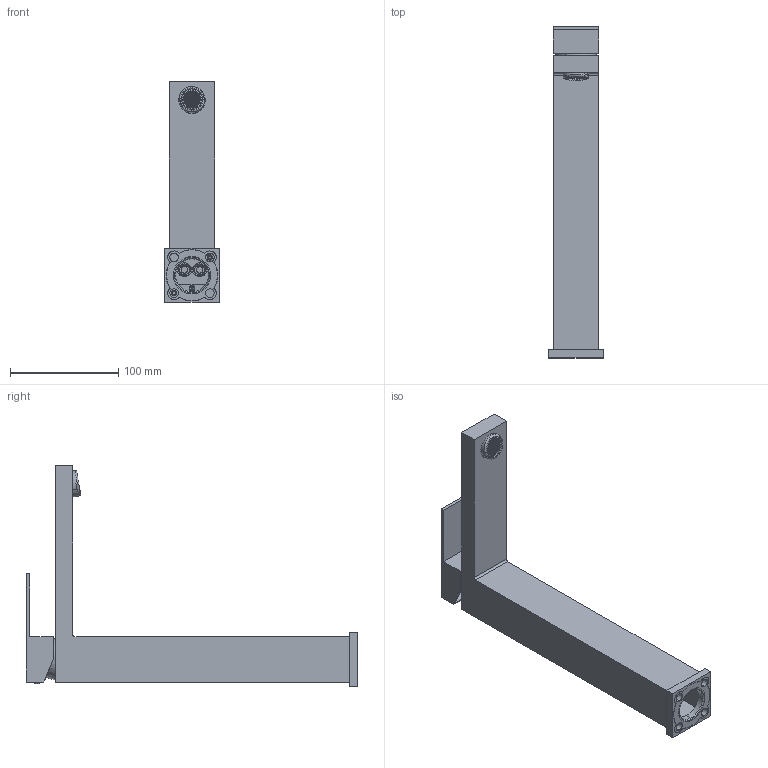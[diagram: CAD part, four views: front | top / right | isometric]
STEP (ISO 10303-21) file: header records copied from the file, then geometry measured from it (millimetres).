
FILE_DESCRIPTION (( 'STEP AP214' ), '1' );
FILE_NAME ('6316.STEP', '2020-02-05T02:36:00', ( '微软用户' ), ( '微软中国' ), 'SwSTEP 2.0', 'SolidWorks 2014', '' );
FILE_SCHEMA (( 'AUTOMOTIVE_DESIGN' ));
Length unit declared in the file: millimetre
Products named in the file (15): 198MM肣奪; 6316A笢郋; 6316; 6316翋极; 6316A底环胶圈; 6316A菁遠; M24X1两级网嘴胶圈; 24厙郲杶; 24厙郋; 6316A忒梟; 色钮(全白); M32X1.25装饰杯（塑料）; M37X1.25两级压盖（新）; 35詢褐奻猾阨概郋; 6316A囀諉
Assembly tree (16 placements, depth 2):
  6316
    6316A笢郋
    198MM肣奪  x2
    6316A囀諉  x2
    35詢褐奻猾阨概郋
    M37X1.25两级压盖（新）
    M32X1.25装饰杯（塑料）
    色钮(全白)
    6316A忒梟
    24厙郋
    24厙郲杶
    M24X1两级网嘴胶圈
    6316A菁遠
    6316A底环胶圈
    6316翋极
Bounding box: 50 x 306.7 x 204 mm (x, y, z)
Volume: 282350.5 mm3; surface area: 195402 mm2
Topology: 15 solids, 18 shells, 2812 faces, 10648 edges, 7069 vertices
Faces by surface type: plane 1600, cylinder 1108, cone 56, torus 26, bspline 18, sphere 4
Entity records: 147707 total; most frequent: CARTESIAN_POINT 60698, ORIENTED_EDGE 21146, DIRECTION 14505, EDGE_CURVE 10575, VERTEX_POINT 7027, LINE 5081, VECTOR 5081, AXIS2_PLACEMENT_3D 4712
